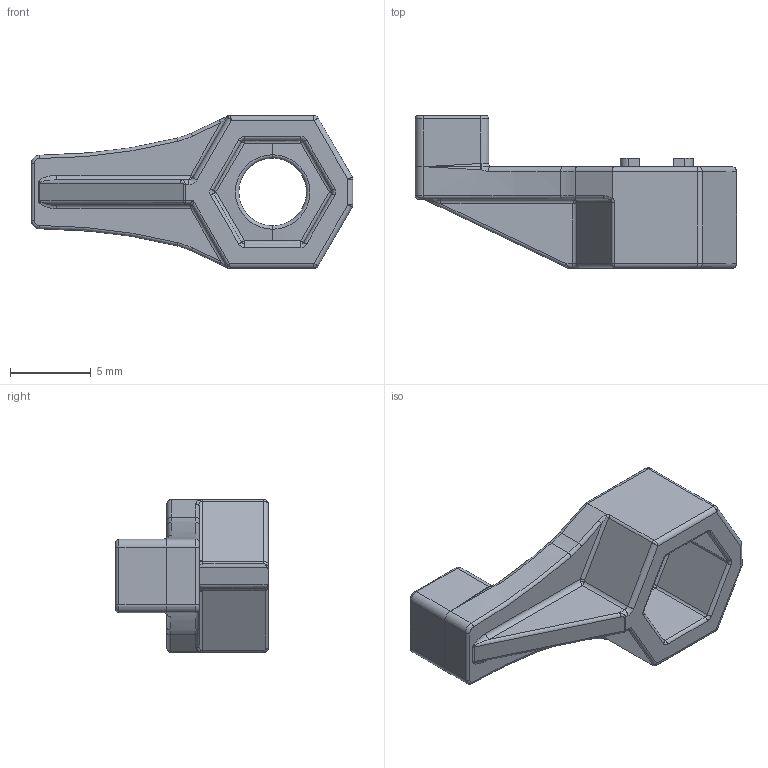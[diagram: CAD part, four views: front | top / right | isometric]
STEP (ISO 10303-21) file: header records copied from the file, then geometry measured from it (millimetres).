
FILE_DESCRIPTION (( 'STEP AP203' ), '1' );
FILE_NAME ('276-8020-001 Rev1 - Web.STEP', '2022-02-22T15:55:21', ( '' ), ( '' ), 'SwSTEP 2.0', 'SolidWorks 2021', '' );
FILE_SCHEMA (( 'CONFIG_CONTROL_DESIGN' ));
Length unit declared in the file: millimetre
Products named in the file (1): 276-8020-001 Rev1 - Web
Bounding box: 19.95 x 9.47 x 9.48 mm (x, y, z)
Volume: 500.3 mm3; surface area: 709.5 mm2
Topology: 1 solids, 1 shells, 233 faces, 533 edges, 288 vertices
Faces by surface type: cylinder 85, plane 58, bspline 33, torus 31, sphere 22, cone 4
Entity records: 6926 total; most frequent: CARTESIAN_POINT 1967, DIRECTION 1034, ORIENTED_EDGE 1028, EDGE_CURVE 514, AXIS2_PLACEMENT_3D 417, VERTEX_POINT 288, EDGE_LOOP 240, ADVANCED_FACE 233
